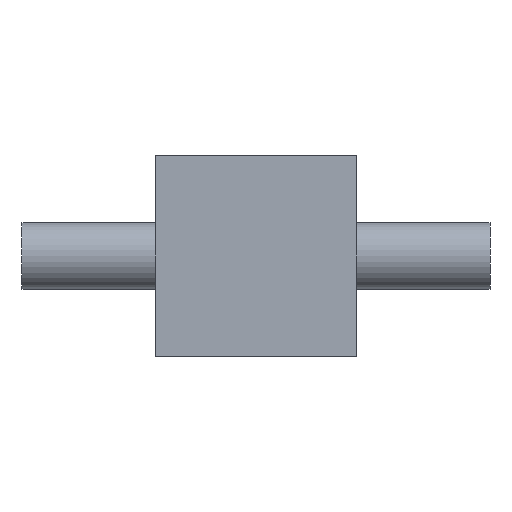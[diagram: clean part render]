
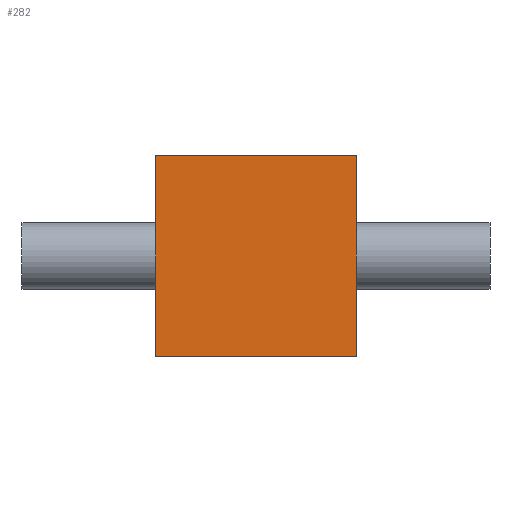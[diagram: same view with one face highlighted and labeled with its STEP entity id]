
A CAD part, left-side view. The second image highlights one B-rep face of the part: STEP entity #282.
In plain terms, the highlighted planar face has unit normal (-1, 0, 0).
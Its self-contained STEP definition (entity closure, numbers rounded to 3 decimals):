
#44 = PLANE ( 'NONE',  #302 ) ;
#53 = VECTOR ( 'NONE', #180, 1000. ) ;
#54 = LINE ( 'NONE', #237, #53 ) ;
#63 = LINE ( 'NONE', #358, #83 ) ;
#64 = EDGE_LOOP ( 'NONE', ( #136, #131, #133, #132 ) ) ;
#83 = VECTOR ( 'NONE', #353, 1000. ) ;
#85 = CARTESIAN_POINT ( 'NONE',  ( -160., 0., 0. ) ) ;
#90 = FACE_OUTER_BOUND ( 'NONE', #64, .T. ) ;
#115 = CARTESIAN_POINT ( 'NONE',  ( -160., 2.5, -2.5 ) ) ;
#119 = VERTEX_POINT ( 'NONE', #115 ) ;
#131 = ORIENTED_EDGE ( 'NONE', *, *, #322, .T. ) ;
#132 = ORIENTED_EDGE ( 'NONE', *, *, #341, .F. ) ;
#133 = ORIENTED_EDGE ( 'NONE', *, *, #361, .T. ) ;
#136 = ORIENTED_EDGE ( 'NONE', *, *, #194, .F. ) ;
#143 = VECTOR ( 'NONE', #244, 1000. ) ;
#150 = CARTESIAN_POINT ( 'NONE',  ( -160., -2.5, -2.5 ) ) ;
#154 = VECTOR ( 'NONE', #230, 1000. ) ;
#164 = CARTESIAN_POINT ( 'NONE',  ( -160., -2.5, 2.5 ) ) ;
#165 = LINE ( 'NONE', #272, #143 ) ;
#169 = CARTESIAN_POINT ( 'NONE',  ( -160., 2.5, 2.5 ) ) ;
#178 = VERTEX_POINT ( 'NONE', #164 ) ;
#180 = DIRECTION ( 'NONE',  ( 0., 1., 0. ) ) ;
#194 = EDGE_CURVE ( 'NONE', #275, #119, #54, .T. ) ;
#224 = VERTEX_POINT ( 'NONE', #169 ) ;
#229 = CARTESIAN_POINT ( 'NONE',  ( -160., -2.5, 2.5 ) ) ;
#230 = DIRECTION ( 'NONE',  ( 0., 1., 0. ) ) ;
#237 = CARTESIAN_POINT ( 'NONE',  ( -160., -2.5, -2.5 ) ) ;
#244 = DIRECTION ( 'NONE',  ( 0., 0., 1. ) ) ;
#272 = CARTESIAN_POINT ( 'NONE',  ( -160., 2.5, -2.5 ) ) ;
#275 = VERTEX_POINT ( 'NONE', #150 ) ;
#282 = ADVANCED_FACE ( 'NONE', ( #90 ), #44, .F. ) ;
#290 = LINE ( 'NONE', #229, #154 ) ;
#302 = AXIS2_PLACEMENT_3D ( 'NONE', #85, #350, #351 ) ;
#322 = EDGE_CURVE ( 'NONE', #275, #178, #63, .T. ) ;
#341 = EDGE_CURVE ( 'NONE', #119, #224, #165, .T. ) ;
#350 = DIRECTION ( 'NONE',  ( 1., 0., 0. ) ) ;
#351 = DIRECTION ( 'NONE',  ( 0., 0., -1. ) ) ;
#353 = DIRECTION ( 'NONE',  ( 0., 0., 1. ) ) ;
#358 = CARTESIAN_POINT ( 'NONE',  ( -160., -2.5, -2.5 ) ) ;
#361 = EDGE_CURVE ( 'NONE', #178, #224, #290, .T. ) ;
